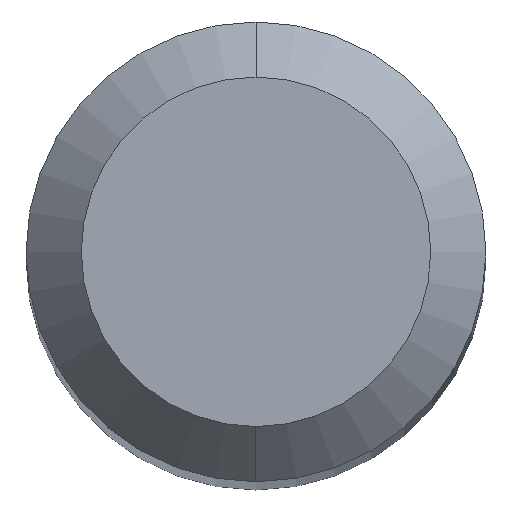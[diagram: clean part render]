
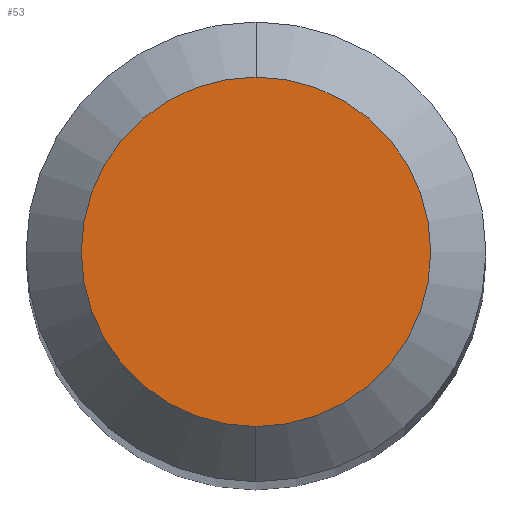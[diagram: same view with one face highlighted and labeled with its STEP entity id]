
A CAD part, top view. The second image highlights one B-rep face of the part: STEP entity #53.
In plain terms, the highlighted planar face has unit normal (0, 0, 1).
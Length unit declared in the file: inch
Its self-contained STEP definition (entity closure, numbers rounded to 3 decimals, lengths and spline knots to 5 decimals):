
#19 = EDGE_LOOP ( 'NONE', ( #207, #170 ) ) ;
#22 = EDGE_CURVE ( 'NONE', #291, #483, #240, .T. ) ;
#45 = FACE_OUTER_BOUND ( 'NONE', #19, .T. ) ;
#48 = EDGE_CURVE ( 'NONE', #483, #291, #162, .T. ) ;
#53 = ADVANCED_FACE ( 'NONE', ( #45 ), #518, .F. ) ;
#69 = CARTESIAN_POINT ( 'NONE',  ( 0., -0.0475, 0. ) ) ;
#72 = DIRECTION ( 'NONE',  ( 0., 0., 1. ) ) ;
#87 = DIRECTION ( 'NONE',  ( 0., -1., 0. ) ) ;
#162 = CIRCLE ( 'NONE', #357, 0.0475 ) ;
#170 = ORIENTED_EDGE ( 'NONE', *, *, #48, .T. ) ;
#207 = ORIENTED_EDGE ( 'NONE', *, *, #22, .T. ) ;
#218 = DIRECTION ( 'NONE',  ( 0., -1., 0. ) ) ;
#225 = DIRECTION ( 'NONE',  ( 0., 0., -1. ) ) ;
#240 = CIRCLE ( 'NONE', #355, 0.0475 ) ;
#291 = VERTEX_POINT ( 'NONE', #333 ) ;
#308 = CARTESIAN_POINT ( 'NONE',  ( 0., 0., 0. ) ) ;
#333 = CARTESIAN_POINT ( 'NONE',  ( 0., 0.0475, 0. ) ) ;
#355 = AXIS2_PLACEMENT_3D ( 'NONE', #419, #72, #218 ) ;
#357 = AXIS2_PLACEMENT_3D ( 'NONE', #308, #361, #87 ) ;
#361 = DIRECTION ( 'NONE',  ( 0., 0., 1. ) ) ;
#389 = DIRECTION ( 'NONE',  ( 0., 1., 0. ) ) ;
#419 = CARTESIAN_POINT ( 'NONE',  ( 0., 0., 0. ) ) ;
#474 = CARTESIAN_POINT ( 'NONE',  ( 0., 0.0475, 0. ) ) ;
#483 = VERTEX_POINT ( 'NONE', #69 ) ;
#496 = AXIS2_PLACEMENT_3D ( 'NONE', #474, #225, #389 ) ;
#518 = PLANE ( 'NONE',  #496 ) ;
